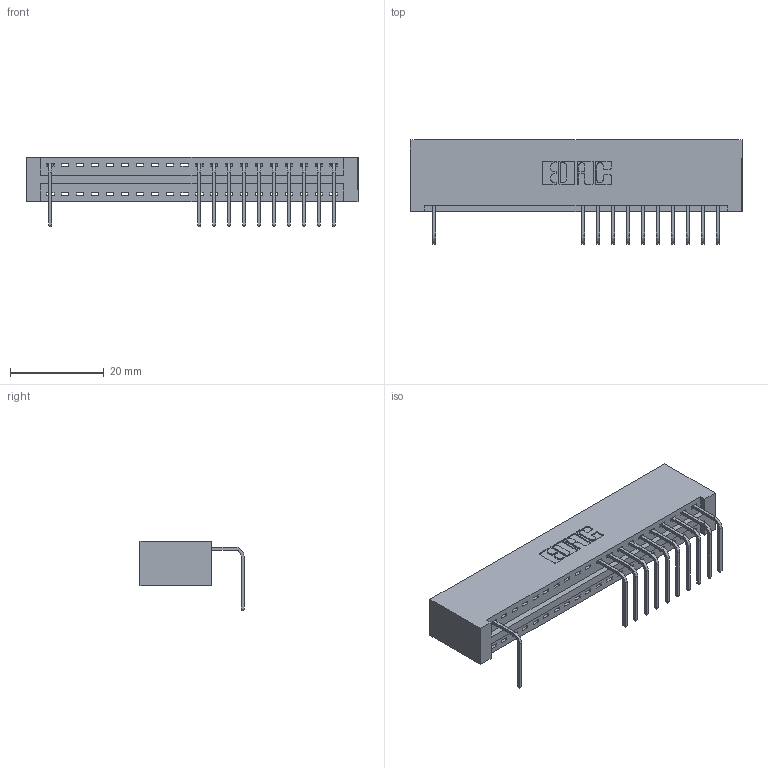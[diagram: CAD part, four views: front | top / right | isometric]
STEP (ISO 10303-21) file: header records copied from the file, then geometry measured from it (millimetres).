
FILE_DESCRIPTION (( 'STEP AP203' ), '1' );
FILE_NAME ('346-020-558-101.STEP', '2018-08-20T22:05:51', ( '' ), ( '' ), 'SwSTEP 2.0', 'SolidWorks 2016', '' );
FILE_SCHEMA (( 'CONFIG_CONTROL_DESIGN' ));
Length unit declared in the file: inch
Products named in the file (3): 346 Part_No Mounting Lugs; 345-292-001_558 Tail - 2; 346-020-558-101
Assembly tree (12 placements, depth 2):
  346-020-558-101
    346 Part_No Mounting Lugs
    345-292-001_558 Tail - 2  x11
Bounding box: 70.74 x 22.16 x 14.73 mm (x, y, z)
Volume: 7102.9 mm3; surface area: 8380.2 mm2
Topology: 12 solids, 12 shells, 882 faces, 2685 edges, 1774 vertices
Faces by surface type: plane 624, cylinder 258
Entity records: 14893 total; most frequent: CARTESIAN_POINT 2607, ORIENTED_EDGE 2570, DIRECTION 2311, EDGE_CURVE 1285, LINE 1081, VECTOR 1081, VERTEX_POINT 854, AXIS2_PLACEMENT_3D 615
